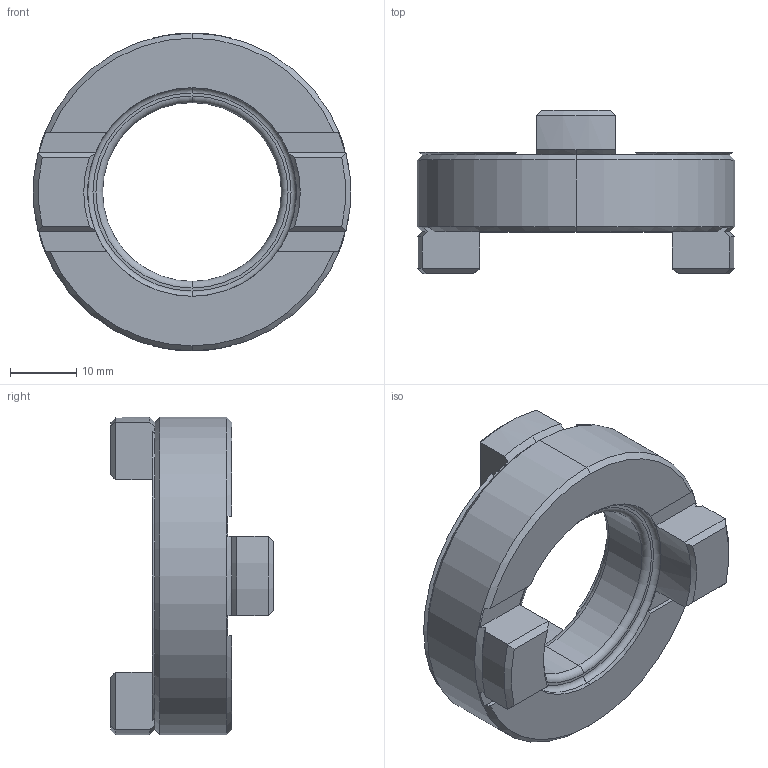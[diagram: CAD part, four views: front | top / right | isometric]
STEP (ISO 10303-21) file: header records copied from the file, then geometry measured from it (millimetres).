
FILE_DESCRIPTION (( 'STEP AP203' ), '1' );
FILE_NAME ('十字驅動環27.STEP', '2017-09-12T03:36:07', ( 'User' ), ( '' ), 'SwSTEP 2.0', 'SolidWorks 2012', '' );
FILE_SCHEMA (( 'CONFIG_CONTROL_DESIGN' ));
Length unit declared in the file: millimetre
Products named in the file (1): 十字驅動環27
Bounding box: 48 x 24.6 x 48 mm (x, y, z)
Volume: 16486.9 mm3; surface area: 6200.6 mm2
Topology: 1 solids, 1 shells, 81 faces, 212 edges, 133 vertices
Faces by surface type: plane 42, cone 18, cylinder 13, torus 8
Entity records: 2610 total; most frequent: CARTESIAN_POINT 559, ORIENTED_EDGE 424, DIRECTION 419, EDGE_CURVE 212, AXIS2_PLACEMENT_3D 169, VERTEX_POINT 133, CIRCLE 87, EDGE_LOOP 83
